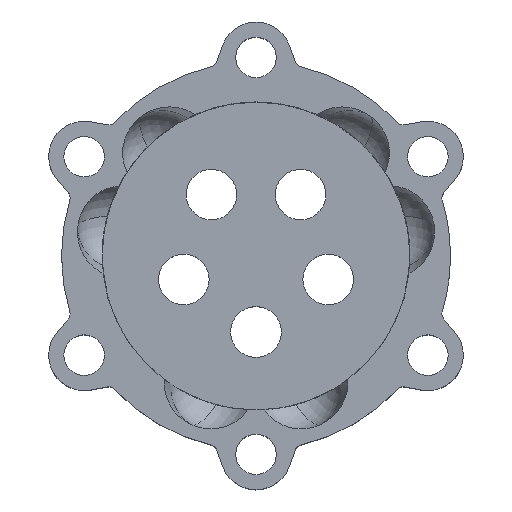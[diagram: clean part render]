
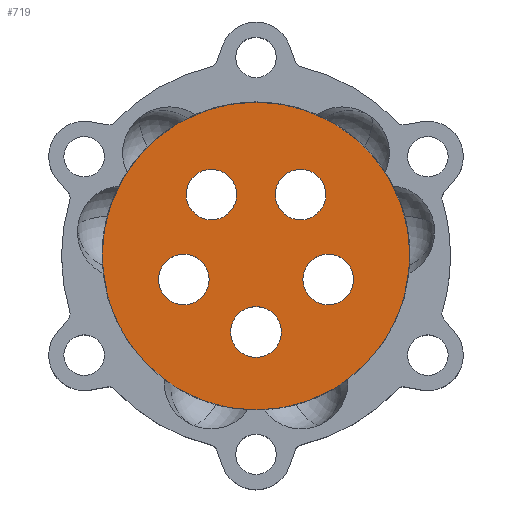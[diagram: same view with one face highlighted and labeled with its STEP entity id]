
A CAD part, top view. The second image highlights one B-rep face of the part: STEP entity #719.
In plain terms, the highlighted planar face has unit normal (0, 0, 1).
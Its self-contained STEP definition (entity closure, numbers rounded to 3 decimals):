
#51 = EDGE_LOOP ( 'NONE', ( #395, #1450 ) ) ;
#77 = DIRECTION ( 'NONE',  ( 0., 0., -1. ) ) ;
#144 = VERTEX_POINT ( 'NONE', #650 ) ;
#176 = CIRCLE ( 'NONE', #2253, 5. ) ;
#272 = ORIENTED_EDGE ( 'NONE', *, *, #3347, .T. ) ;
#395 = ORIENTED_EDGE ( 'NONE', *, *, #670, .T. ) ;
#400 = DIRECTION ( 'NONE',  ( 0., 0., -1. ) ) ;
#421 = AXIS2_PLACEMENT_3D ( 'NONE', #1777, #1247, #2855 ) ;
#483 = AXIS2_PLACEMENT_3D ( 'NONE', #881, #816, #1962 ) ;
#539 = CARTESIAN_POINT ( 'NONE',  ( 19.266, -4.635, 5. ) ) ;
#569 = FACE_BOUND ( 'NONE', #694, .T. ) ;
#570 = DIRECTION ( 'NONE',  ( 0., 0., -1. ) ) ;
#586 = CARTESIAN_POINT ( 'NONE',  ( -8.817, 12.135, 5. ) ) ;
#602 = FACE_BOUND ( 'NONE', #2071, .T. ) ;
#616 = ORIENTED_EDGE ( 'NONE', *, *, #2091, .T. ) ;
#648 = DIRECTION ( 'NONE',  ( 0., 0., -1. ) ) ;
#650 = CARTESIAN_POINT ( 'NONE',  ( -19.266, -4.635, 5. ) ) ;
#670 = EDGE_CURVE ( 'NONE', #144, #3294, #2690, .T. ) ;
#694 = EDGE_LOOP ( 'NONE', ( #1098, #1812 ) ) ;
#699 = CIRCLE ( 'NONE', #1035, 5. ) ;
#719 = ADVANCED_FACE ( 'Face2', ( #2749, #2990, #569, #1115, #602, #1648 ), #879, .T. ) ;
#816 = DIRECTION ( 'NONE',  ( 0., 0., -1. ) ) ;
#830 = DIRECTION ( 'NONE',  ( 0., -1., 0. ) ) ;
#879 = PLANE ( 'NONE',  #2229 ) ;
#881 = CARTESIAN_POINT ( 'NONE',  ( 0., -15., 5. ) ) ;
#890 = VERTEX_POINT ( 'NONE', #3159 ) ;
#915 = ORIENTED_EDGE ( 'NONE', *, *, #1667, .T. ) ;
#981 = CIRCLE ( 'NONE', #2404, 5. ) ;
#993 = EDGE_CURVE ( 'Edge4', #890, #1249, #1336, .T. ) ;
#1035 = AXIS2_PLACEMENT_3D ( 'NONE', #586, #1153, #1136 ) ;
#1045 = CARTESIAN_POINT ( 'NONE',  ( 13.817, 12.135, 5. ) ) ;
#1097 = CIRCLE ( 'NONE', #421, 30.42 ) ;
#1098 = ORIENTED_EDGE ( 'NONE', *, *, #993, .T. ) ;
#1115 = FACE_BOUND ( 'NONE', #51, .T. ) ;
#1136 = DIRECTION ( 'NONE',  ( 0., -1., 0. ) ) ;
#1137 = DIRECTION ( 'NONE',  ( 0., 0., -1. ) ) ;
#1145 = EDGE_LOOP ( 'NONE', ( #3356, #915 ) ) ;
#1153 = DIRECTION ( 'NONE',  ( 0., 0., -1. ) ) ;
#1247 = DIRECTION ( 'NONE',  ( 0., 0., -1. ) ) ;
#1249 = VERTEX_POINT ( 'NONE', #3458 ) ;
#1326 = AXIS2_PLACEMENT_3D ( 'NONE', #2471, #570, #830 ) ;
#1327 = CARTESIAN_POINT ( 'NONE',  ( 8.817, 12.135, 5. ) ) ;
#1336 = CIRCLE ( 'NONE', #3310, 5. ) ;
#1349 = AXIS2_PLACEMENT_3D ( 'NONE', #2241, #400, #1732 ) ;
#1376 = CIRCLE ( 'NONE', #2738, 5. ) ;
#1382 = VERTEX_POINT ( 'NONE', #539 ) ;
#1389 = VERTEX_POINT ( 'NONE', #1892 ) ;
#1450 = ORIENTED_EDGE ( 'NONE', *, *, #2090, .T. ) ;
#1469 = VERTEX_POINT ( 'NONE', #3043 ) ;
#1538 = ORIENTED_EDGE ( 'NONE', *, *, #3298, .T. ) ;
#1648 = FACE_OUTER_BOUND ( 'NONE', #3223, .T. ) ;
#1656 = CIRCLE ( 'NONE', #1990, 5. ) ;
#1667 = EDGE_CURVE ( 'Edge7', #2414, #2816, #1656, .T. ) ;
#1683 = CARTESIAN_POINT ( 'NONE',  ( 0., 0., 5. ) ) ;
#1696 = EDGE_LOOP ( 'NONE', ( #1538, #2536 ) ) ;
#1732 = DIRECTION ( 'NONE',  ( 0., -1., 0. ) ) ;
#1739 = DIRECTION ( 'NONE',  ( 0., 0., -1. ) ) ;
#1748 = CARTESIAN_POINT ( 'NONE',  ( 0., 0., 5. ) ) ;
#1777 = CARTESIAN_POINT ( 'NONE',  ( 0., 0., 5. ) ) ;
#1812 = ORIENTED_EDGE ( 'NONE', *, *, #2182, .T. ) ;
#1871 = CIRCLE ( 'NONE', #3232, 30.42 ) ;
#1892 = CARTESIAN_POINT ( 'NONE',  ( -13.817, 12.135, 5. ) ) ;
#1897 = CARTESIAN_POINT ( 'NONE',  ( 0., -30.42, 5. ) ) ;
#1900 = CARTESIAN_POINT ( 'NONE',  ( 3.817, 12.135, 5. ) ) ;
#1917 = VERTEX_POINT ( 'NONE', #2808 ) ;
#1962 = DIRECTION ( 'NONE',  ( 0., -1., 0. ) ) ;
#1968 = CARTESIAN_POINT ( 'NONE',  ( -8.817, 12.135, 5. ) ) ;
#1978 = CARTESIAN_POINT ( 'NONE',  ( 14.266, -4.635, 5. ) ) ;
#1990 = AXIS2_PLACEMENT_3D ( 'NONE', #1327, #77, #2790 ) ;
#2071 = EDGE_LOOP ( 'NONE', ( #272, #616 ) ) ;
#2090 = EDGE_CURVE ( 'NONE', #3294, #144, #2575, .T. ) ;
#2091 = EDGE_CURVE ( 'Edge1', #3120, #1389, #699, .T. ) ;
#2182 = EDGE_CURVE ( 'Edge4', #1249, #890, #2685, .T. ) ;
#2185 = VERTEX_POINT ( 'NONE', #1897 ) ;
#2214 = DIRECTION ( 'NONE',  ( 0., -1., 0. ) ) ;
#2219 = ORIENTED_EDGE ( 'NONE', *, *, #2248, .F. ) ;
#2229 = AXIS2_PLACEMENT_3D ( 'NONE', #1683, #2764, #3334 ) ;
#2235 = CARTESIAN_POINT ( 'NONE',  ( 0., -15., 5. ) ) ;
#2241 = CARTESIAN_POINT ( 'NONE',  ( 14.266, -4.635, 5. ) ) ;
#2248 = EDGE_CURVE ( 'NONE', #2185, #1469, #1097, .T. ) ;
#2253 = AXIS2_PLACEMENT_3D ( 'NONE', #1968, #2566, #2809 ) ;
#2256 = EDGE_CURVE ( 'Edge6', #1382, #1917, #981, .T. ) ;
#2385 = EDGE_CURVE ( 'Edge7', #2816, #2414, #1376, .T. ) ;
#2398 = DIRECTION ( 'NONE',  ( 0., -1., 0. ) ) ;
#2404 = AXIS2_PLACEMENT_3D ( 'NONE', #1978, #1739, #3107 ) ;
#2414 = VERTEX_POINT ( 'NONE', #1045 ) ;
#2471 = CARTESIAN_POINT ( 'NONE',  ( -14.266, -4.635, 5. ) ) ;
#2486 = DIRECTION ( 'NONE',  ( 0., -1., 0. ) ) ;
#2536 = ORIENTED_EDGE ( 'NONE', *, *, #2256, .T. ) ;
#2566 = DIRECTION ( 'NONE',  ( 0., 0., -1. ) ) ;
#2575 = CIRCLE ( 'NONE', #1326, 5. ) ;
#2685 = CIRCLE ( 'NONE', #483, 5. ) ;
#2690 = CIRCLE ( 'NONE', #3146, 5. ) ;
#2730 = CARTESIAN_POINT ( 'NONE',  ( -14.266, -4.635, 5. ) ) ;
#2738 = AXIS2_PLACEMENT_3D ( 'NONE', #2889, #2944, #2398 ) ;
#2749 = FACE_BOUND ( 'NONE', #1696, .T. ) ;
#2764 = DIRECTION ( 'NONE',  ( 0., 0., 1. ) ) ;
#2778 = ORIENTED_EDGE ( 'NONE', *, *, #2937, .F. ) ;
#2790 = DIRECTION ( 'NONE',  ( 0., -1., 0. ) ) ;
#2808 = CARTESIAN_POINT ( 'NONE',  ( 9.266, -4.635, 5. ) ) ;
#2809 = DIRECTION ( 'NONE',  ( 0., -1., 0. ) ) ;
#2816 = VERTEX_POINT ( 'NONE', #1900 ) ;
#2844 = CARTESIAN_POINT ( 'NONE',  ( -3.817, 12.135, 5. ) ) ;
#2855 = DIRECTION ( 'NONE',  ( 0., 1., 0. ) ) ;
#2889 = CARTESIAN_POINT ( 'NONE',  ( 8.817, 12.135, 5. ) ) ;
#2937 = EDGE_CURVE ( 'NONE', #1469, #2185, #1871, .T. ) ;
#2944 = DIRECTION ( 'NONE',  ( 0., 0., -1. ) ) ;
#2985 = CIRCLE ( 'NONE', #1349, 5. ) ;
#2990 = FACE_BOUND ( 'NONE', #1145, .T. ) ;
#3043 = CARTESIAN_POINT ( 'NONE',  ( 0., 30.42, 5. ) ) ;
#3107 = DIRECTION ( 'NONE',  ( 0., -1., 0. ) ) ;
#3120 = VERTEX_POINT ( 'NONE', #2844 ) ;
#3146 = AXIS2_PLACEMENT_3D ( 'NONE', #2730, #3295, #2486 ) ;
#3159 = CARTESIAN_POINT ( 'NONE',  ( -5., -15., 5. ) ) ;
#3223 = EDGE_LOOP ( 'NONE', ( #2778, #2219 ) ) ;
#3232 = AXIS2_PLACEMENT_3D ( 'NONE', #1748, #648, #3343 ) ;
#3294 = VERTEX_POINT ( 'NONE', #3324 ) ;
#3295 = DIRECTION ( 'NONE',  ( 0., 0., -1. ) ) ;
#3298 = EDGE_CURVE ( 'Edge6', #1917, #1382, #2985, .T. ) ;
#3310 = AXIS2_PLACEMENT_3D ( 'NONE', #2235, #1137, #2214 ) ;
#3324 = CARTESIAN_POINT ( 'NONE',  ( -9.266, -4.635, 5. ) ) ;
#3334 = DIRECTION ( 'NONE',  ( 0., -1., 0. ) ) ;
#3343 = DIRECTION ( 'NONE',  ( 0., 1., 0. ) ) ;
#3347 = EDGE_CURVE ( 'Edge1', #1389, #3120, #176, .T. ) ;
#3356 = ORIENTED_EDGE ( 'NONE', *, *, #2385, .T. ) ;
#3458 = CARTESIAN_POINT ( 'NONE',  ( 5., -15., 5. ) ) ;
